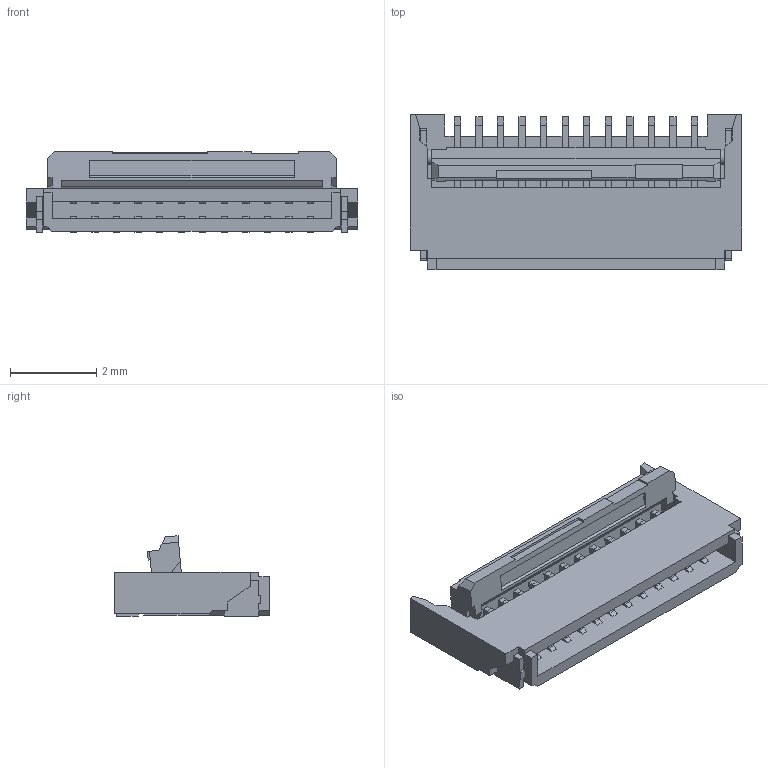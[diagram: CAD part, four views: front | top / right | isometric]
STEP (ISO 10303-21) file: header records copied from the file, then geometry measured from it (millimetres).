
FILE_DESCRIPTION(/* description */ (''),/* implementation_level */ '2;1');
FILE_NAME(/* name */ 'MOLEX_503480-1200.step',/* time_stamp */ '2023-09-10T14:40:44+08:00',/* author */ (''),/* organization */ (''),/* preprocessor_version */ 'ST-DEVELOPER v20',/* originating_system */ 'Autodesk Translation Framework v12.9.0.99',/* authorisation */ '');
FILE_SCHEMA (('AUTOMOTIVE_DESIGN { 1 0 10303 214 3 1 1 }'));
Length unit declared in the file: millimetre
Products named in the file (1): 503480-1200
Bounding box: 7.7 x 3.6 x 1.87 mm (x, y, z)
Volume: 18.1 mm3; surface area: 135.2 mm2
Topology: 1 solids, 1 shells, 525 faces, 1454 edges, 968 vertices
Faces by surface type: plane 480, cylinder 45
Entity records: 16974 total; most frequent: CARTESIAN_POINT 2948, ORIENTED_EDGE 2908, DIRECTION 2600, EDGE_CURVE 1454, LINE 1360, VECTOR 1360, VERTEX_POINT 968, AXIS2_PLACEMENT_3D 620
